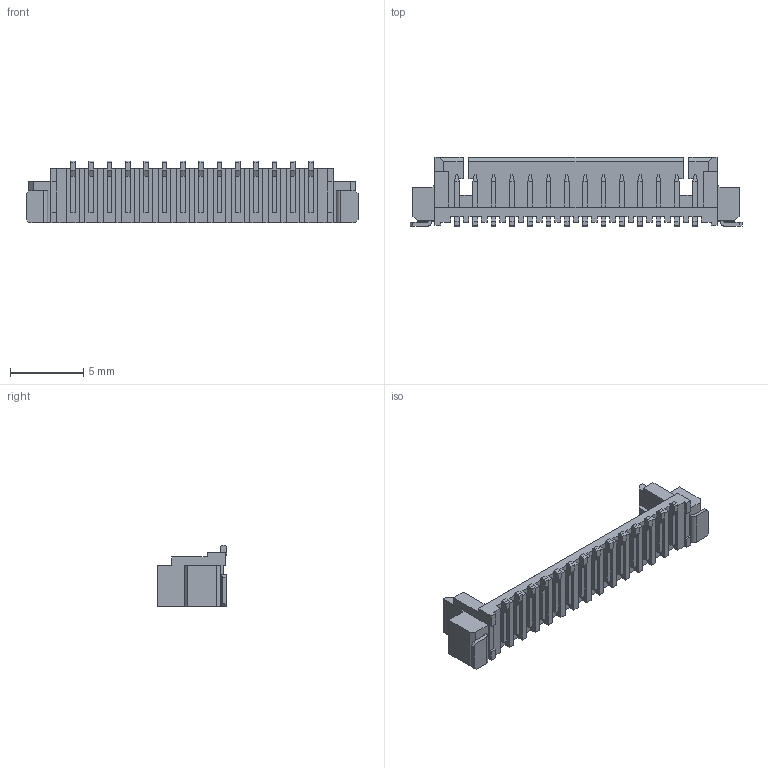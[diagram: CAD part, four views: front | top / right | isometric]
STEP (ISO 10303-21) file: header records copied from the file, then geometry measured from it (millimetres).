
FILE_DESCRIPTION((''),'2;1');
FILE_NAME('533981471','2016-08-16T',('rlalsangi'),(''),'PRO/ENGINEER BY PARAMETRIC TECHNOLOGY CORPORATION, 2012310','PRO/ENGINEER BY PARAMETRIC TECHNOLOGY CORPORATION, 2012310','');
FILE_SCHEMA(('CONFIG_CONTROL_DESIGN'));
Length unit declared in the file: millimetre
Products named in the file (1): 533981471
Bounding box: 22.65 x 4.75 x 4.2 mm (x, y, z)
Volume: 121.9 mm3; surface area: 594.7 mm2
Topology: 1 solids, 3 shells, 556 faces, 1506 edges, 1006 vertices
Faces by surface type: plane 548, cylinder 8
Entity records: 16943 total; most frequent: CARTESIAN_POINT 2999, ORIENTED_EDGE 2870, DIRECTION 2630, VECTOR 1488, LINE 1488, EDGE_CURVE 1435, VERTEX_POINT 928, EDGE_LOOP 599
